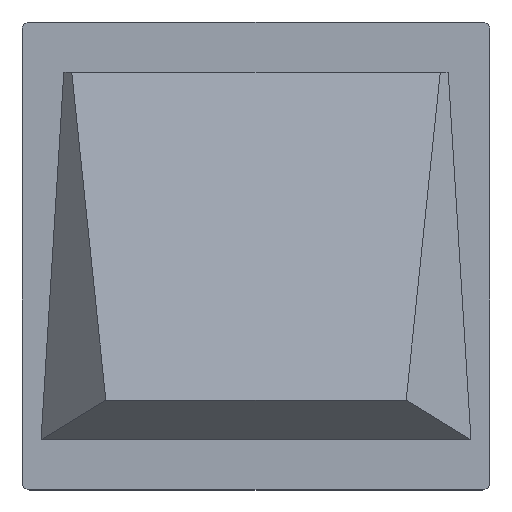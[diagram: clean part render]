
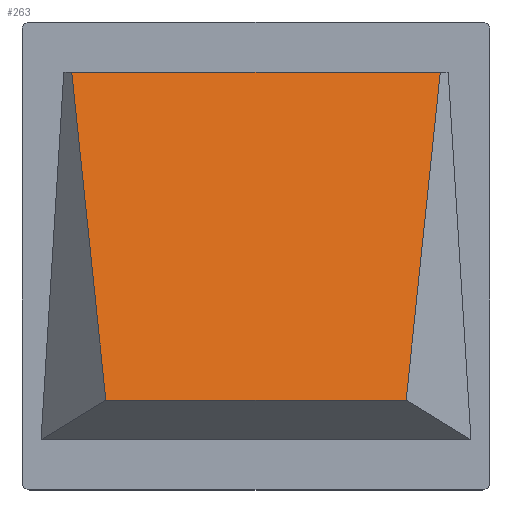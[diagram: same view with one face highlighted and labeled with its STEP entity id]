
A CAD part, top view. The second image highlights one B-rep face of the part: STEP entity #263.
In plain terms, the highlighted planar face has unit normal (0, 0.181, 0.983).
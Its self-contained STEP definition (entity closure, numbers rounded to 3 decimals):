
#32=ORIENTED_EDGE('',*,*,#104,.F.);
#33=ORIENTED_EDGE('',*,*,#105,.F.);
#34=ORIENTED_EDGE('',*,*,#106,.T.);
#35=ORIENTED_EDGE('',*,*,#107,.F.);
#104=EDGE_CURVE('',#140,#141,#164,.T.);
#105=EDGE_CURVE('',#142,#140,#165,.T.);
#106=EDGE_CURVE('',#142,#143,#166,.T.);
#107=EDGE_CURVE('',#141,#143,#167,.T.);
#140=VERTEX_POINT('',#393);
#141=VERTEX_POINT('',#394);
#142=VERTEX_POINT('',#396);
#143=VERTEX_POINT('',#398);
#164=LINE('',#392,#192);
#165=LINE('',#395,#193);
#166=LINE('',#397,#194);
#167=LINE('',#399,#195);
#192=VECTOR('',#318,1000.);
#193=VECTOR('',#319,1000.);
#194=VECTOR('',#320,1000.);
#195=VECTOR('',#321,1000.);
#220=EDGE_LOOP('',(#32,#33,#34,#35));
#236=FACE_BOUND('',#220,.T.);
#252=PLANE('',#291);
#263=ADVANCED_FACE('',(#236),#252,.T.);
#291=AXIS2_PLACEMENT_3D('',#391,#316,#317);
#316=DIRECTION('',(0.,0.182,0.983));
#317=DIRECTION('',(0.,-0.983,0.182));
#318=DIRECTION('',(-0.102,0.978,-0.181));
#319=DIRECTION('',(-1.,0.,0.));
#320=DIRECTION('',(0.102,0.978,-0.181));
#321=DIRECTION('',(1.,0.,0.));
#391=CARTESIAN_POINT('',(0.,0.,0.));
#392=CARTESIAN_POINT('',(-65.301,72.65,-13.411));
#393=CARTESIAN_POINT('',(-59.368,15.57,-2.874));
#394=CARTESIAN_POINT('',(-72.853,145.3,-26.822));
#395=CARTESIAN_POINT('',(794.658,15.57,-2.874));
#396=CARTESIAN_POINT('',(59.368,15.57,-2.874));
#397=CARTESIAN_POINT('',(65.301,72.65,-13.411));
#398=CARTESIAN_POINT('',(72.853,145.3,-26.822));
#399=CARTESIAN_POINT('',(-72.853,145.3,-26.822));
